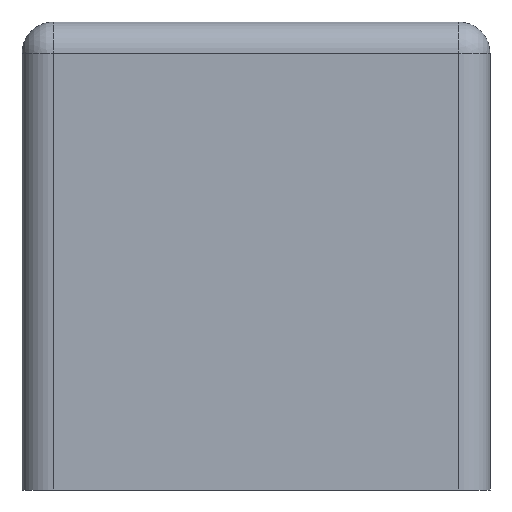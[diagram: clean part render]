
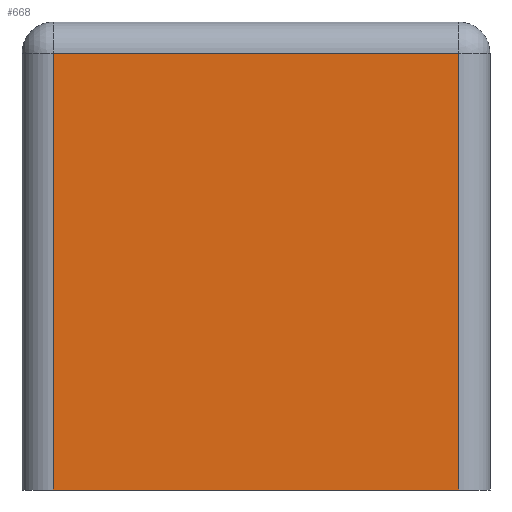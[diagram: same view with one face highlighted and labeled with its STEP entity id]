
A CAD part, left-side view. The second image highlights one B-rep face of the part: STEP entity #668.
In plain terms, the highlighted planar face has unit normal (-1, 0, 0).
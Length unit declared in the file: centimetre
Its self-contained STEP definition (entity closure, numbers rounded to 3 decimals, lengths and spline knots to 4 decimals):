
#26 = ORIENTED_EDGE ( 'NONE', *, *, #193, .T. ) ;
#52 = CARTESIAN_POINT ( 'NONE',  ( -6.9632, -8.0667, 14. ) ) ;
#53 = VECTOR ( 'NONE', #467, 100. ) ;
#75 = EDGE_CURVE ( 'NONE', #508, #1088, #959, .T. ) ;
#80 = CARTESIAN_POINT ( 'NONE',  ( -6.9632, 4.9333, 0. ) ) ;
#85 = LINE ( 'NONE', #505, #354 ) ;
#142 = DIRECTION ( 'NONE',  ( 1., 0., 0. ) ) ;
#146 = DIRECTION ( 'NONE',  ( 0., 1., 0. ) ) ;
#193 = EDGE_CURVE ( 'NONE', #1088, #952, #967, .T. ) ;
#225 = CARTESIAN_POINT ( 'NONE',  ( -6.9632, 4.9333, 14. ) ) ;
#244 = EDGE_CURVE ( 'NONE', #952, #298, #776, .T. ) ;
#251 = CARTESIAN_POINT ( 'NONE',  ( -6.9632, 4.9333, 0. ) ) ;
#298 = VERTEX_POINT ( 'NONE', #251 ) ;
#354 = VECTOR ( 'NONE', #902, 100. ) ;
#390 = VECTOR ( 'NONE', #146, 100. ) ;
#454 = EDGE_CURVE ( 'NONE', #298, #508, #85, .T. ) ;
#462 = VECTOR ( 'NONE', #762, 100. ) ;
#467 = DIRECTION ( 'NONE',  ( 0., 0., -1. ) ) ;
#471 = CARTESIAN_POINT ( 'NONE',  ( -6.9632, 4.9333, 14. ) ) ;
#505 = CARTESIAN_POINT ( 'NONE',  ( -6.9632, 0., 0. ) ) ;
#508 = VERTEX_POINT ( 'NONE', #1002 ) ;
#528 = DIRECTION ( 'NONE',  ( 0., 1., 0. ) ) ;
#594 = EDGE_LOOP ( 'NONE', ( #1259, #26, #637, #1211 ) ) ;
#633 = FACE_OUTER_BOUND ( 'NONE', #594, .T. ) ;
#637 = ORIENTED_EDGE ( 'NONE', *, *, #244, .T. ) ;
#668 = ADVANCED_FACE ( 'NONE', ( #633 ), #1038, .F. ) ;
#674 = AXIS2_PLACEMENT_3D ( 'NONE', #1059, #142, #528 ) ;
#762 = DIRECTION ( 'NONE',  ( 0., 0., 1. ) ) ;
#776 = LINE ( 'NONE', #80, #53 ) ;
#851 = CARTESIAN_POINT ( 'NONE',  ( -6.9632, -8.0667, 15. ) ) ;
#902 = DIRECTION ( 'NONE',  ( 0., -1., 0. ) ) ;
#952 = VERTEX_POINT ( 'NONE', #225 ) ;
#959 = LINE ( 'NONE', #851, #462 ) ;
#967 = LINE ( 'NONE', #471, #390 ) ;
#1002 = CARTESIAN_POINT ( 'NONE',  ( -6.9632, -8.0667, 0. ) ) ;
#1038 = PLANE ( 'NONE',  #674 ) ;
#1059 = CARTESIAN_POINT ( 'NONE',  ( -6.9632, 0., 15. ) ) ;
#1088 = VERTEX_POINT ( 'NONE', #52 ) ;
#1211 = ORIENTED_EDGE ( 'NONE', *, *, #454, .T. ) ;
#1259 = ORIENTED_EDGE ( 'NONE', *, *, #75, .T. ) ;
